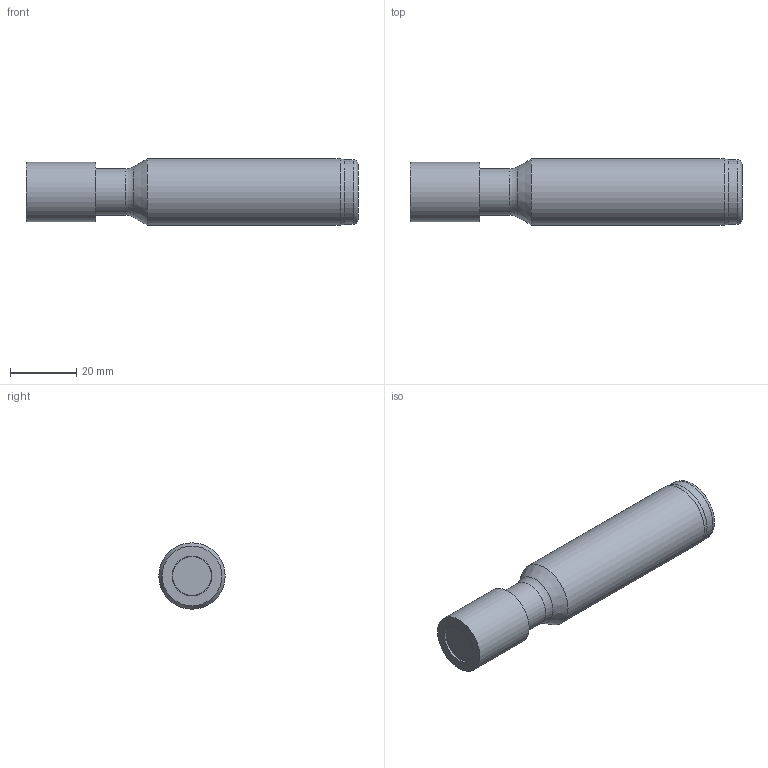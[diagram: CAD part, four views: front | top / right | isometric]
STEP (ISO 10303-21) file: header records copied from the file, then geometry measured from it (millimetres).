
FILE_DESCRIPTION(/* description */ (''),/* implementation_level */ '2;1');
FILE_NAME(/* name */ 'ATM-C21-D18-W20-L100-Z01-H.stp',/* time_stamp */ '2023-09-30T00:25:22+03:00',/* author */ (''),/* organization */ (''),/* preprocessor_version */ 'ST-DEVELOPER v19.4',/* originating_system */ 'SIEMENS PLM Software NX2306.5001',/* authorisation */ '');
FILE_SCHEMA (('AUTOMOTIVE_DESIGN { 1 0 10303 214 3 1 1 1 }'));
Length unit declared in the file: millimetre
Products named in the file (1): ATM-C21-D18-W20-L100-Z01-H-LIGHT_objects
Bounding box: 100 x 20 x 20 mm (x, y, z)
Volume: 28647 mm3; surface area: 8286.1 mm2
Topology: 2 solids, 2 shells, 15 faces, 25 edges, 14 vertices
Faces by surface type: cylinder 5, plane 4, torus 3, cone 3
Full cylindrical faces by diameter (mm): 12 x1, 14 x1, 18 x1, 19.5 x1, 20 x1
Entity records: 336 total; most frequent: DIRECTION 60, CARTESIAN_POINT 44, AXIS2_PLACEMENT_3D 30, EDGE_LOOP 28, ORIENTED_EDGE 28, FACE_BOUND 26, ADVANCED_FACE 15, VERTEX_POINT 14
